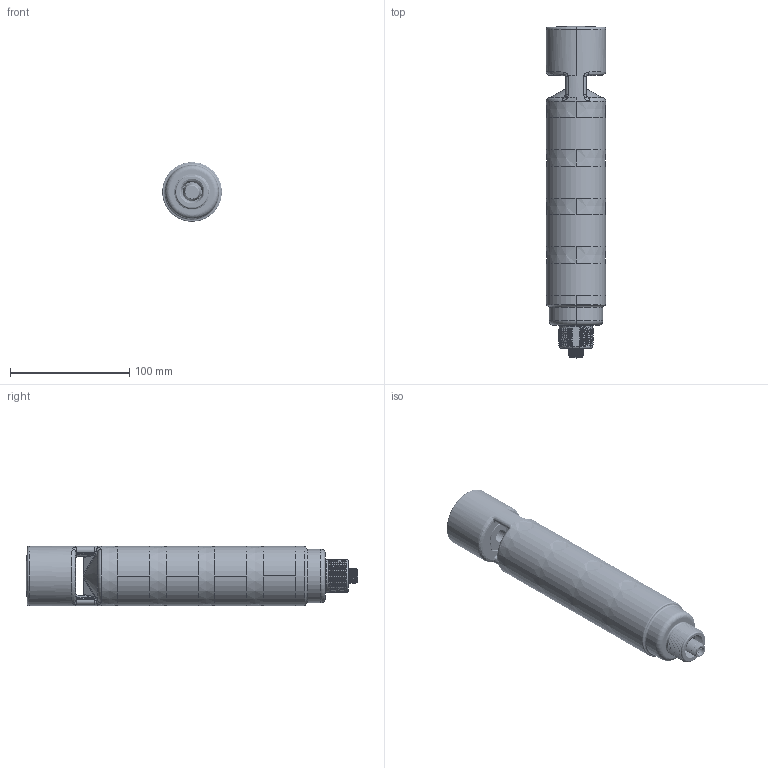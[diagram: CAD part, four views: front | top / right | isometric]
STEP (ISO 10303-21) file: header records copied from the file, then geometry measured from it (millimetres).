
FILE_DESCRIPTION((''),'2;1');
FILE_NAME('169561_ASM','2022-04-19T08:23:57',('PDMAdmin'),('BANNER ENGINEERING'),'CREO PARAMETRIC BY PTC INC, 2019292','CREO PARAMETRIC BY PTC INC, 2019292','');
FILE_SCHEMA(('CONFIG_CONTROL_DESIGN'));
Products named in the file (10): 168245; 168246; 168302; 140412_GENERIC; 140427; 168401; 140410_GENERIC; 141960; 41089_NO_ORING; 169561_ASM
Assembly tree (15 placements, depth 2):
  169561_ASM
    168245
    168246
    168302
    140412_GENERIC  x4
    140427  x4
    168401
    140410_GENERIC
    141960
    41089_NO_ORING
Bounding box: 50 x 278.62 x 50 mm (x, y, z)
Volume: 169922.2 mm3; surface area: 155351.9 mm2
Topology: 15 solids, 15 shells, 2262 faces, 5985 edges, 3866 vertices
Faces by surface type: plane 921, bspline 555, cylinder 524, cone 176, torus 84, sphere 2
Entity records: 88082 total; most frequent: CARTESIAN_POINT 62939, ORIENTED_EDGE 5770, DIRECTION 4347, EDGE_CURVE 2885, VERTEX_POINT 1838, AXIS2_PLACEMENT_3D 1654, EDGE_LOOP 1203, FACE_OUTER_BOUND 1125
